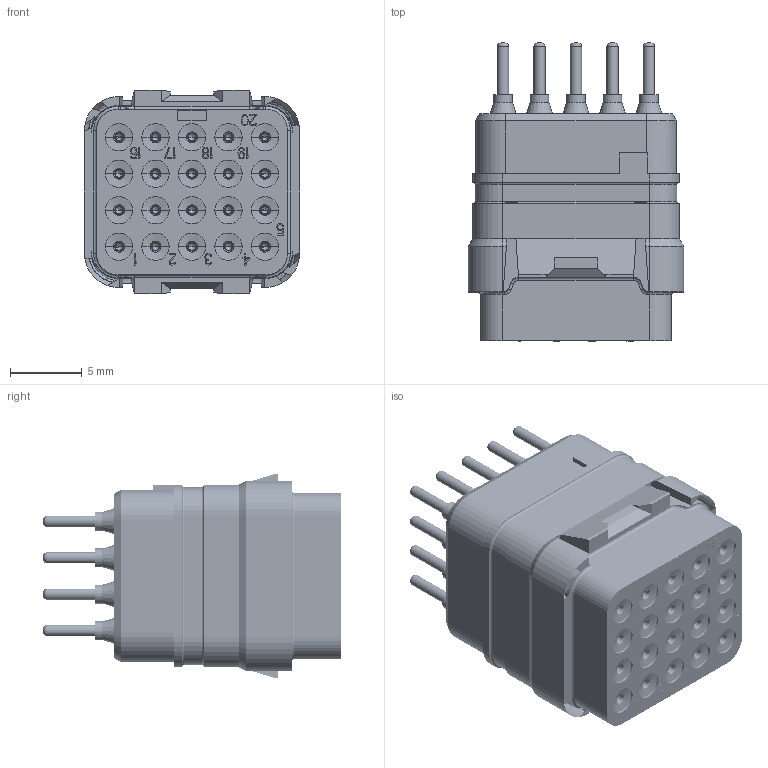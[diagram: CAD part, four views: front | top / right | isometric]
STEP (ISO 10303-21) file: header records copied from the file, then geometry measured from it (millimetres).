
FILE_DESCRIPTION((''),'2;1');
FILE_NAME('SIMM2022PNC','2019-12-02T',('presta_be4'),(''),'CREO PARAMETRIC BY PTC INC, 2018360','CREO PARAMETRIC BY PTC INC, 2018360','');
FILE_SCHEMA(('CONFIG_CONTROL_DESIGN'));
Products named in the file (1): SIMM2022PNC
Bounding box: 15 x 20.75 x 14.2 mm (x, y, z)
Volume: 2103.7 mm3; surface area: 4474.4 mm2
Topology: 1 solids, 1 shells, 3370 faces, 7890 edges, 4744 vertices
Faces by surface type: plane 1330, cylinder 880, cone 492, torus 460, bspline 208
Entity records: 103047 total; most frequent: CARTESIAN_POINT 24750, DIRECTION 17217, ORIENTED_EDGE 15700, EDGE_CURVE 7850, AXIS2_PLACEMENT_3D 6347, VERTEX_POINT 4744, VECTOR 4523, LINE 4523
